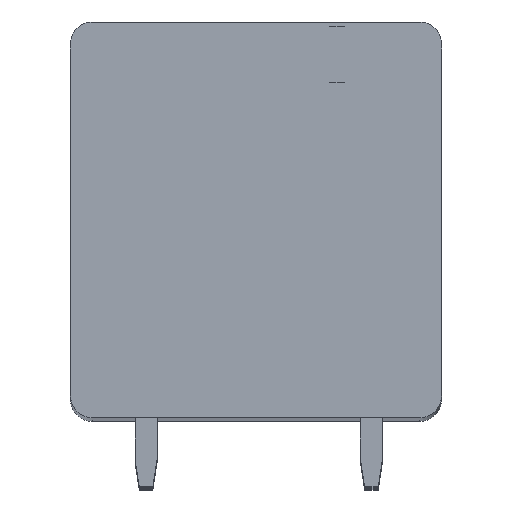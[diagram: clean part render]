
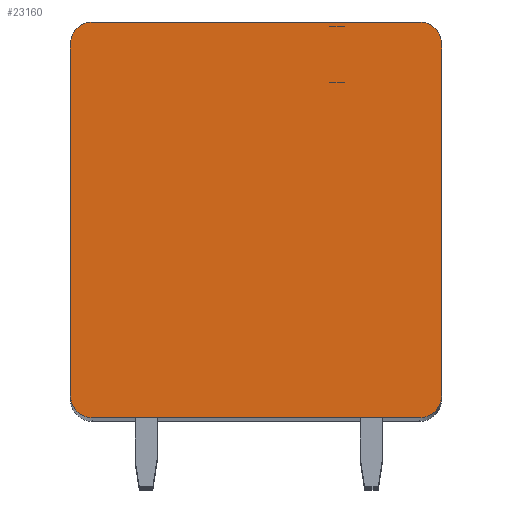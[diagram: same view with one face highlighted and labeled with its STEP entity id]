
A CAD part, top view. The second image highlights one B-rep face of the part: STEP entity #23160.
In plain terms, the highlighted planar face has unit normal (0, 0, 1).
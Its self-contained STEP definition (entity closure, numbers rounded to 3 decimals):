
#2853=CARTESIAN_POINT('',(-5.95,6.4,1.75));
#2854=DIRECTION('',(0.,0.,1.));
#2855=DIRECTION('',(0.,1.,0.));
#2856=AXIS2_PLACEMENT_3D('',#2853,#2854,#2855);
#2858=DIRECTION('',(-1.,0.,0.));
#2859=VECTOR('',#2858,11.9);
#2860=CARTESIAN_POINT('',(5.95,7.2,1.75));
#2861=LINE('',#2860,#2859);
#2862=CARTESIAN_POINT('',(5.95,6.4,1.75));
#2863=DIRECTION('',(0.,0.,1.));
#2864=DIRECTION('',(1.,0.,0.));
#2865=AXIS2_PLACEMENT_3D('',#2862,#2863,#2864);
#2867=DIRECTION('',(0.,1.,0.));
#2868=VECTOR('',#2867,12.8);
#2869=CARTESIAN_POINT('',(6.75,-6.4,1.75));
#2870=LINE('',#2869,#2868);
#2871=CARTESIAN_POINT('',(5.95,-6.4,1.75));
#2872=DIRECTION('',(0.,0.,1.));
#2873=DIRECTION('',(0.,-1.,0.));
#2874=AXIS2_PLACEMENT_3D('',#2871,#2872,#2873);
#2876=DIRECTION('',(1.,0.,0.));
#2877=VECTOR('',#2876,11.9);
#2878=CARTESIAN_POINT('',(-5.95,-7.2,1.75));
#2879=LINE('',#2878,#2877);
#2880=CARTESIAN_POINT('',(-5.95,-6.4,1.75));
#2881=DIRECTION('',(0.,0.,1.));
#2882=DIRECTION('',(-1.,0.,0.));
#2883=AXIS2_PLACEMENT_3D('',#2880,#2881,#2882);
#2885=DIRECTION('',(0.,-1.,0.));
#2886=VECTOR('',#2885,12.8);
#2887=CARTESIAN_POINT('',(-6.75,6.4,1.75));
#2888=LINE('',#2887,#2886);
#17197=CARTESIAN_POINT('',(-5.95,7.2,1.75));
#17198=VERTEX_POINT('',#17197);
#17199=CARTESIAN_POINT('',(-6.75,6.4,1.75));
#17200=VERTEX_POINT('',#17199);
#17205=CARTESIAN_POINT('',(6.75,6.4,1.75));
#17206=VERTEX_POINT('',#17205);
#17207=CARTESIAN_POINT('',(5.95,7.2,1.75));
#17208=VERTEX_POINT('',#17207);
#17213=CARTESIAN_POINT('',(-6.75,-6.4,1.75));
#17214=VERTEX_POINT('',#17213);
#17215=CARTESIAN_POINT('',(-5.95,-7.2,1.75));
#17216=VERTEX_POINT('',#17215);
#17221=CARTESIAN_POINT('',(5.95,-7.2,1.75));
#17222=VERTEX_POINT('',#17221);
#17223=CARTESIAN_POINT('',(6.75,-6.4,1.75));
#17224=VERTEX_POINT('',#17223);
#23145=CARTESIAN_POINT('',(0.,0.,1.75));
#23146=DIRECTION('',(0.,0.,1.));
#23147=DIRECTION('',(1.,0.,0.));
#23148=AXIS2_PLACEMENT_3D('',#23145,#23146,#23147);
#23149=PLANE('',#23148);
#23150=ORIENTED_EDGE('',*,*,#21403,.F.);
#23151=ORIENTED_EDGE('',*,*,#21419,.F.);
#23152=ORIENTED_EDGE('',*,*,#22020,.F.);
#23153=ORIENTED_EDGE('',*,*,#22035,.F.);
#23154=ORIENTED_EDGE('',*,*,#22468,.F.);
#23155=ORIENTED_EDGE('',*,*,#22481,.F.);
#23156=ORIENTED_EDGE('',*,*,#22916,.F.);
#23157=ORIENTED_EDGE('',*,*,#22928,.F.);
#23158=EDGE_LOOP('',(#23150,#23151,#23152,#23153,#23154,#23155,#23156,#23157));
#23159=FACE_OUTER_BOUND('',#23158,.F.);
#2857=CIRCLE('',#2856,0.8);
#2866=CIRCLE('',#2865,0.8);
#2875=CIRCLE('',#2874,0.8);
#2884=CIRCLE('',#2883,0.8);
#21403=EDGE_CURVE('',#17198,#17200,#2857,.T.);
#21419=EDGE_CURVE('',#17208,#17198,#2861,.T.);
#22020=EDGE_CURVE('',#17206,#17208,#2866,.T.);
#22035=EDGE_CURVE('',#17224,#17206,#2870,.T.);
#22468=EDGE_CURVE('',#17222,#17224,#2875,.T.);
#22481=EDGE_CURVE('',#17216,#17222,#2879,.T.);
#22916=EDGE_CURVE('',#17214,#17216,#2884,.T.);
#22928=EDGE_CURVE('',#17200,#17214,#2888,.T.);
#23160=ADVANCED_FACE('',(#23159),#23149,.T.);
